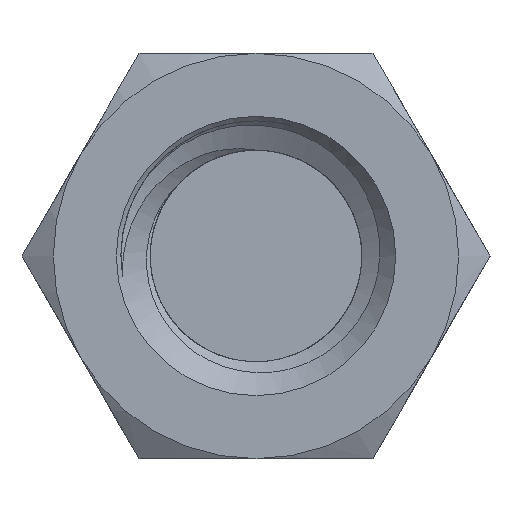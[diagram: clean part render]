
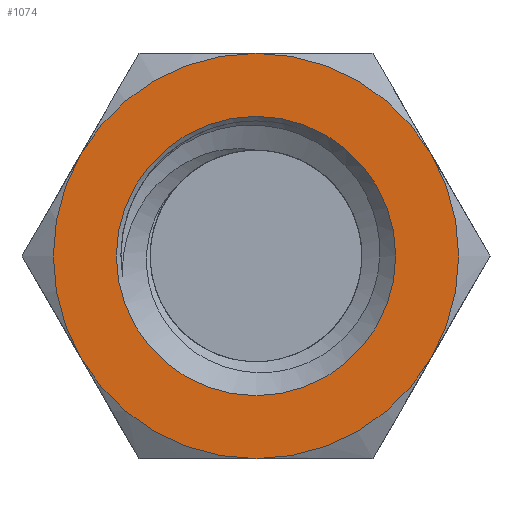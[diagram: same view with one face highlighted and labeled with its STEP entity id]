
A CAD part, left-side view. The second image highlights one B-rep face of the part: STEP entity #1074.
In plain terms, the highlighted planar face has unit normal (-1, 0, 0).
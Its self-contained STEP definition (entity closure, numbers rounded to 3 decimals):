
#29=FACE_BOUND('',#219,.T.);
#32=PLANE('',#1172);
#154=FACE_OUTER_BOUND('',#218,.T.);
#218=EDGE_LOOP('',(#889,#890,#891,#892,#893,#894));
#219=EDGE_LOOP('',(#895,#896));
#243=CIRCLE('',#1143,1.551);
#244=CIRCLE('',#1144,1.551);
#259=CIRCLE('',#1173,2.25);
#260=CIRCLE('',#1174,2.25);
#261=CIRCLE('',#1175,2.25);
#262=CIRCLE('',#1176,2.25);
#263=CIRCLE('',#1177,2.25);
#264=CIRCLE('',#1178,2.25);
#458=VERTEX_POINT('',#3115);
#459=VERTEX_POINT('',#3117);
#485=VERTEX_POINT('',#3950);
#486=VERTEX_POINT('',#3951);
#487=VERTEX_POINT('',#3953);
#488=VERTEX_POINT('',#3955);
#489=VERTEX_POINT('',#3957);
#490=VERTEX_POINT('',#3959);
#592=EDGE_CURVE('',#458,#459,#243,.T.);
#593=EDGE_CURVE('',#459,#458,#244,.T.);
#635=EDGE_CURVE('',#485,#486,#259,.T.);
#636=EDGE_CURVE('',#487,#485,#260,.T.);
#637=EDGE_CURVE('',#488,#487,#261,.T.);
#638=EDGE_CURVE('',#489,#488,#262,.T.);
#639=EDGE_CURVE('',#489,#490,#263,.T.);
#640=EDGE_CURVE('',#486,#490,#264,.T.);
#889=ORIENTED_EDGE('',*,*,#635,.F.);
#890=ORIENTED_EDGE('',*,*,#636,.F.);
#891=ORIENTED_EDGE('',*,*,#637,.F.);
#892=ORIENTED_EDGE('',*,*,#638,.F.);
#893=ORIENTED_EDGE('',*,*,#639,.T.);
#894=ORIENTED_EDGE('',*,*,#640,.F.);
#895=ORIENTED_EDGE('',*,*,#593,.F.);
#896=ORIENTED_EDGE('',*,*,#592,.F.);
#1074=ADVANCED_FACE('',(#154,#29),#32,.F.);
#1143=AXIS2_PLACEMENT_3D('',#3118,#1301,#1302);
#1144=AXIS2_PLACEMENT_3D('',#3119,#1303,#1304);
#1172=AXIS2_PLACEMENT_3D('',#3949,#1362,#1363);
#1173=AXIS2_PLACEMENT_3D('',#3952,#1364,#1365);
#1174=AXIS2_PLACEMENT_3D('',#3954,#1366,#1367);
#1175=AXIS2_PLACEMENT_3D('',#3956,#1368,#1369);
#1176=AXIS2_PLACEMENT_3D('',#3958,#1370,#1371);
#1177=AXIS2_PLACEMENT_3D('',#3960,#1372,#1373);
#1178=AXIS2_PLACEMENT_3D('',#3961,#1374,#1375);
#1301=DIRECTION('center_axis',(-1.,0.,0.));
#1302=DIRECTION('ref_axis',(0.,0.,1.));
#1303=DIRECTION('center_axis',(-1.,0.,0.));
#1304=DIRECTION('ref_axis',(0.,0.,1.));
#1362=DIRECTION('center_axis',(1.,0.,0.));
#1363=DIRECTION('ref_axis',(0.,0.,-1.));
#1364=DIRECTION('center_axis',(1.,0.,0.));
#1365=DIRECTION('ref_axis',(0.,0.,-1.));
#1366=DIRECTION('center_axis',(1.,0.,0.));
#1367=DIRECTION('ref_axis',(0.,0.,-1.));
#1368=DIRECTION('center_axis',(1.,0.,0.));
#1369=DIRECTION('ref_axis',(0.,0.,-1.));
#1370=DIRECTION('center_axis',(1.,0.,0.));
#1371=DIRECTION('ref_axis',(0.,0.,-1.));
#1372=DIRECTION('center_axis',(-1.,0.,0.));
#1373=DIRECTION('ref_axis',(0.,0.,1.));
#1374=DIRECTION('center_axis',(1.,0.,0.));
#1375=DIRECTION('ref_axis',(0.,0.,-1.));
#3115=CARTESIAN_POINT('',(-12.35,0.,-1.551));
#3117=CARTESIAN_POINT('',(-12.35,0.,1.551));
#3118=CARTESIAN_POINT('Origin',(-12.35,0.,0.));
#3119=CARTESIAN_POINT('Origin',(-12.35,0.,0.));
#3949=CARTESIAN_POINT('Origin',(-12.35,2.598,0.));
#3950=CARTESIAN_POINT('',(-12.35,0.,-2.25));
#3951=CARTESIAN_POINT('',(-12.35,1.949,-1.125));
#3952=CARTESIAN_POINT('Origin',(-12.35,0.,0.));
#3953=CARTESIAN_POINT('',(-12.35,-1.949,-1.125));
#3954=CARTESIAN_POINT('Origin',(-12.35,0.,0.));
#3955=CARTESIAN_POINT('',(-12.35,-1.949,1.125));
#3956=CARTESIAN_POINT('Origin',(-12.35,0.,0.));
#3957=CARTESIAN_POINT('',(-12.35,0.,2.25));
#3958=CARTESIAN_POINT('Origin',(-12.35,0.,0.));
#3959=CARTESIAN_POINT('',(-12.35,1.949,1.125));
#3960=CARTESIAN_POINT('Origin',(-12.35,0.,0.));
#3961=CARTESIAN_POINT('Origin',(-12.35,0.,0.));
